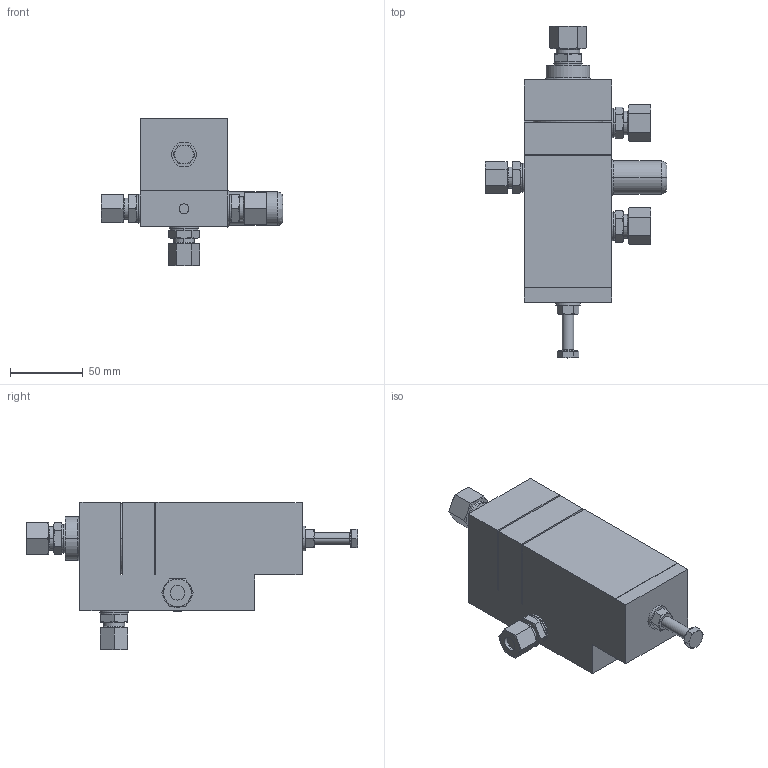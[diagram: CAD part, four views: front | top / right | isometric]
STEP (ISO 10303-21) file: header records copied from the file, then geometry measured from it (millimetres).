
FILE_DESCRIPTION (( 'STEP AP214' ), '1' );
FILE_NAME ('HON630-1_ohne_Filter.STEP', '2017-03-02T12:35:14', ( '' ), ( '' ), 'SwSTEP 2.0', 'SolidWorks 2015', '' );
FILE_SCHEMA (( 'AUTOMOTIVE_DESIGN' ));
Length unit declared in the file: millimetre
Products named in the file (1): HON630-1_ohne_Filter
Bounding box: 125 x 228.09 x 101.5 mm (x, y, z)
Volume: 702636.4 mm3; surface area: 73471.1 mm2
Topology: 1 solids, 1 shells, 346 faces, 770 edges, 459 vertices
Faces by surface type: cone 149, plane 133, cylinder 58, bspline 6
Entity records: 10627 total; most frequent: CARTESIAN_POINT 3290, ORIENTED_EDGE 1540, DIRECTION 1467, EDGE_CURVE 770, AXIS2_PLACEMENT_3D 620, VERTEX_POINT 459, EDGE_LOOP 381, FACE_OUTER_BOUND 346
